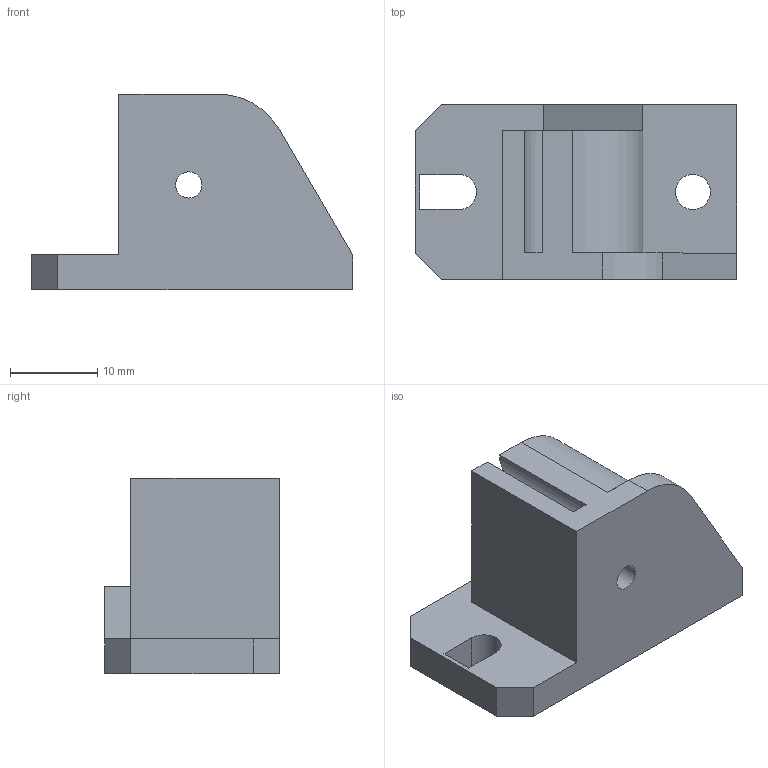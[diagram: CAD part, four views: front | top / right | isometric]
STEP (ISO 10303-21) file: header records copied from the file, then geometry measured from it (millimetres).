
FILE_DESCRIPTION(/* description */ (''),/* implementation_level */ '2;1');
FILE_NAME(/* name */ 'Z Belt Anchor M.step',/* time_stamp */ '2018-04-13T18:33:17+02:00',/* author */ (''),/* organization */ (''),/* preprocessor_version */ 'ST-DEVELOPER v16.13',/* originating_system */ 'Autodesk Translation Framework v6.5.0.72',/* authorisation */ '');
FILE_SCHEMA (('AUTOMOTIVE_DESIGN { 1 0 10303 214 3 1 1 }'));
Length unit declared in the file: millimetre
Products named in the file (1): Z Belt Anchor M
Bounding box: 36.75 x 20 x 22.39 mm (x, y, z)
Volume: 6747.5 mm3; surface area: 4322 mm2
Topology: 1 solids, 1 shells, 31 faces, 82 edges, 54 vertices
Faces by surface type: plane 23, cylinder 8
Full cylindrical faces by diameter (mm): 3 x1, 4 x1, 7 x1
Entity records: 1009 total; most frequent: CARTESIAN_POINT 168, ORIENTED_EDGE 164, DIRECTION 163, EDGE_CURVE 82, LINE 65, VECTOR 65, VERTEX_POINT 54, AXIS2_PLACEMENT_3D 49
